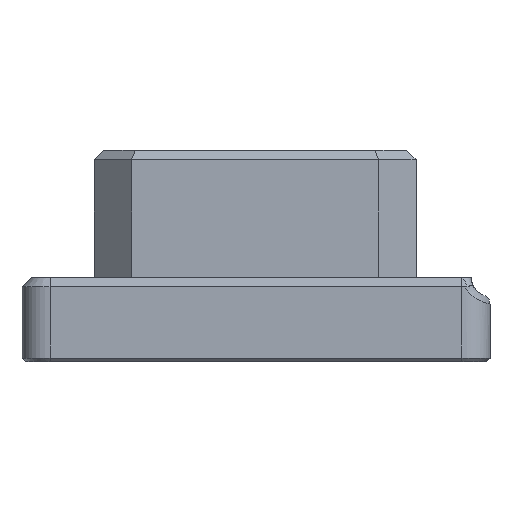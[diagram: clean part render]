
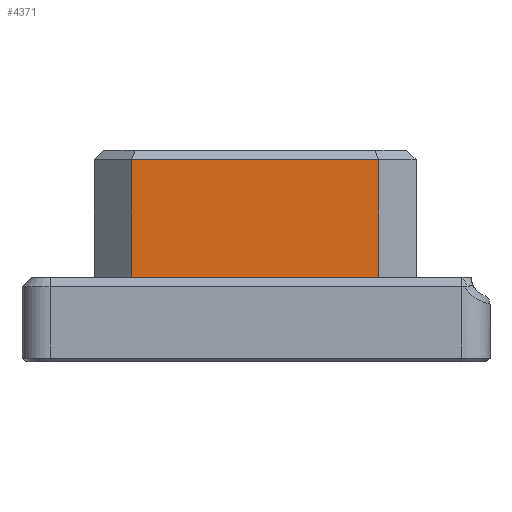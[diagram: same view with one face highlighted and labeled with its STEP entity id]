
A CAD part, front view. The second image highlights one B-rep face of the part: STEP entity #4371.
In plain terms, the highlighted planar face has unit normal (0, -1, 0).
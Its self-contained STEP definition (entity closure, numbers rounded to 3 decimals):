
#197=PLANE('',#4739);
#297=LINE('',#6509,#785);
#699=LINE('',#7471,#1187);
#722=LINE('',#7516,#1210);
#724=LINE('',#7519,#1212);
#785=VECTOR('',#4897,10.);
#1187=VECTOR('',#5833,10.);
#1210=VECTOR('',#5894,10.);
#1212=VECTOR('',#5898,10.);
#1594=FACE_OUTER_BOUND('',#1866,.T.);
#1866=EDGE_LOOP('',(#3993,#3994,#3995,#3996));
#1990=VERTEX_POINT('',#6506);
#1991=VERTEX_POINT('',#6508);
#2282=VERTEX_POINT('',#7463);
#2284=VERTEX_POINT('',#7469);
#2383=EDGE_CURVE('',#1990,#1991,#297,.T.);
#2865=EDGE_CURVE('',#2284,#2282,#699,.T.);
#2888=EDGE_CURVE('',#2282,#1990,#722,.T.);
#2890=EDGE_CURVE('',#1991,#2284,#724,.T.);
#3993=ORIENTED_EDGE('',*,*,#2865,.F.);
#3994=ORIENTED_EDGE('',*,*,#2890,.F.);
#3995=ORIENTED_EDGE('',*,*,#2383,.F.);
#3996=ORIENTED_EDGE('',*,*,#2888,.F.);
#4371=ADVANCED_FACE('',(#1594),#197,.T.);
#4739=AXIS2_PLACEMENT_3D('',#7518,#5896,#5897);
#4897=DIRECTION('',(-1.,0.,0.));
#5833=DIRECTION('',(1.,0.,0.));
#5894=DIRECTION('',(0.,0.,-1.));
#5896=DIRECTION('center_axis',(0.,-1.,0.));
#5897=DIRECTION('ref_axis',(1.,0.,0.));
#5898=DIRECTION('',(0.,0.,1.));
#6506=CARTESIAN_POINT('',(13.1,-36.6,0.));
#6508=CARTESIAN_POINT('',(-13.3,-36.6,0.));
#6509=CARTESIAN_POINT('',(-8.65,-36.6,0.));
#7463=CARTESIAN_POINT('',(13.1,-36.6,12.6));
#7469=CARTESIAN_POINT('',(-13.3,-36.6,12.6));
#7471=CARTESIAN_POINT('',(-8.7,-36.6,12.6));
#7516=CARTESIAN_POINT('',(13.1,-36.6,0.));
#7518=CARTESIAN_POINT('Origin',(-17.3,-36.6,0.));
#7519=CARTESIAN_POINT('',(-13.3,-36.6,0.));
